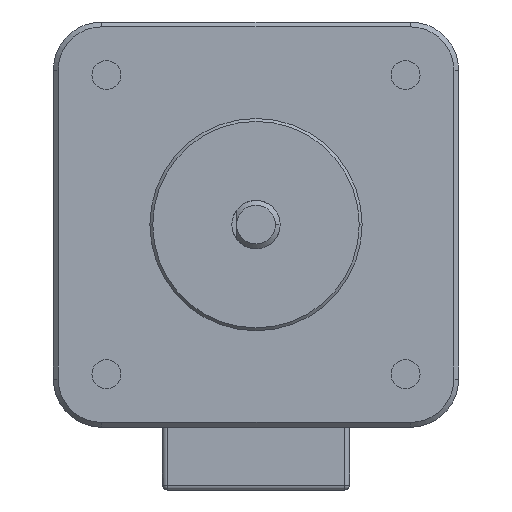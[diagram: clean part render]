
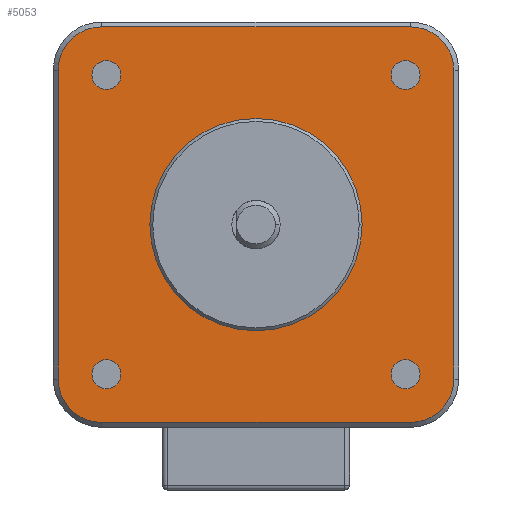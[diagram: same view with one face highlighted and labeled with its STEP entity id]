
A CAD part, front view. The second image highlights one B-rep face of the part: STEP entity #5053.
In plain terms, the highlighted planar face has unit normal (0, -1, 0).
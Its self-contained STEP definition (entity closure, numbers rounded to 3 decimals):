
#1=CARTESIAN_POINT('',(-15.5,0.,15.5));
#2=DIRECTION('',(0.,-1.,0.));
#3=DIRECTION('',(1.,0.,0.));
#4=AXIS2_PLACEMENT_3D('',#1,#2,#3);
#6=CARTESIAN_POINT('',(-15.5,0.,15.5));
#7=DIRECTION('',(0.,-1.,0.));
#8=DIRECTION('',(-1.,0.,0.));
#9=AXIS2_PLACEMENT_3D('',#6,#7,#8);
#11=CARTESIAN_POINT('',(15.5,0.,15.5));
#12=DIRECTION('',(0.,-1.,0.));
#13=DIRECTION('',(1.,0.,0.));
#14=AXIS2_PLACEMENT_3D('',#11,#12,#13);
#16=CARTESIAN_POINT('',(15.5,0.,15.5));
#17=DIRECTION('',(0.,-1.,0.));
#18=DIRECTION('',(-1.,0.,0.));
#19=AXIS2_PLACEMENT_3D('',#16,#17,#18);
#21=CARTESIAN_POINT('',(-15.5,0.,-15.5));
#22=DIRECTION('',(0.,-1.,0.));
#23=DIRECTION('',(1.,0.,0.));
#24=AXIS2_PLACEMENT_3D('',#21,#22,#23);
#26=CARTESIAN_POINT('',(-15.5,0.,-15.5));
#27=DIRECTION('',(0.,-1.,0.));
#28=DIRECTION('',(-1.,0.,0.));
#29=AXIS2_PLACEMENT_3D('',#26,#27,#28);
#31=CARTESIAN_POINT('',(15.5,0.,-15.5));
#32=DIRECTION('',(0.,-1.,0.));
#33=DIRECTION('',(1.,0.,0.));
#34=AXIS2_PLACEMENT_3D('',#31,#32,#33);
#36=CARTESIAN_POINT('',(15.5,0.,-15.5));
#37=DIRECTION('',(0.,-1.,0.));
#38=DIRECTION('',(-1.,0.,0.));
#39=AXIS2_PLACEMENT_3D('',#36,#37,#38);
#41=CARTESIAN_POINT('',(0.,0.,0.));
#42=DIRECTION('',(0.,-1.,0.));
#43=DIRECTION('',(1.,0.,0.));
#44=AXIS2_PLACEMENT_3D('',#41,#42,#43);
#46=CARTESIAN_POINT('',(0.,0.,0.));
#47=DIRECTION('',(0.,-1.,0.));
#48=DIRECTION('',(-1.,0.,0.));
#49=AXIS2_PLACEMENT_3D('',#46,#47,#48);
#51=CARTESIAN_POINT('',(16.,0.,16.));
#52=DIRECTION('',(0.,-1.,0.));
#53=DIRECTION('',(1.,0.,0.));
#54=AXIS2_PLACEMENT_3D('',#51,#52,#53);
#56=DIRECTION('',(0.,0.,1.));
#57=VECTOR('',#56,32.);
#58=CARTESIAN_POINT('',(20.5,0.,-16.));
#59=LINE('',#58,#57);
#60=CARTESIAN_POINT('',(16.,0.,-16.));
#61=DIRECTION('',(0.,-1.,0.));
#62=DIRECTION('',(0.,0.,-1.));
#63=AXIS2_PLACEMENT_3D('',#60,#61,#62);
#65=DIRECTION('',(1.,0.,0.));
#66=VECTOR('',#65,32.);
#67=CARTESIAN_POINT('',(-16.,0.,
-20.5));
#68=LINE('',#67,#66);
#69=CARTESIAN_POINT('',(-16.,0.,-16.));
#70=DIRECTION('',(0.,-1.,0.));
#71=DIRECTION('',(-1.,0.,0.));
#72=AXIS2_PLACEMENT_3D('',#69,#70,#71);
#74=DIRECTION('',(0.,0.,-1.));
#75=VECTOR('',#74,32.);
#76=CARTESIAN_POINT('',(-20.5,0.,16.));
#77=LINE('',#76,#75);
#78=CARTESIAN_POINT('',(-16.,0.,16.));
#79=DIRECTION('',(0.,-1.,0.));
#80=DIRECTION('',(0.,0.,1.));
#81=AXIS2_PLACEMENT_3D('',#78,#79,#80);
#83=DIRECTION('',(-1.,0.,0.));
#84=VECTOR('',#83,32.);
#85=CARTESIAN_POINT('',(16.,0.,20.5));
#86=LINE('',#85,#84);
#4205=CARTESIAN_POINT('',(-14.,0.,15.5));
#4206=CARTESIAN_POINT('',(-17.,0.,15.5));
#4207=VERTEX_POINT('',#4205);
#4208=VERTEX_POINT('',#4206);
#4209=CARTESIAN_POINT('',(17.,0.,15.5));
#4210=CARTESIAN_POINT('',(14.,0.,15.5));
#4211=VERTEX_POINT('',#4209);
#4212=VERTEX_POINT('',#4210);
#4213=CARTESIAN_POINT('',(-14.,0.,-15.5));
#4214=CARTESIAN_POINT('',(-17.,0.,-15.5));
#4215=VERTEX_POINT('',#4213);
#4216=VERTEX_POINT('',#4214);
#4217=CARTESIAN_POINT('',(17.,0.,-15.5));
#4218=CARTESIAN_POINT('',(14.,0.,-15.5));
#4219=VERTEX_POINT('',#4217);
#4220=VERTEX_POINT('',#4218);
#4221=CARTESIAN_POINT('',(11.,0.,0.));
#4222=CARTESIAN_POINT('',(-11.,0.,0.));
#4223=VERTEX_POINT('',#4221);
#4224=VERTEX_POINT('',#4222);
#4233=CARTESIAN_POINT('',(20.5,0.,16.));
#4234=CARTESIAN_POINT('',(16.,0.,20.5));
#4235=VERTEX_POINT('',#4233);
#4236=VERTEX_POINT('',#4234);
#4241=CARTESIAN_POINT('',(-16.,0.,
20.5));
#4242=VERTEX_POINT('',#4241);
#4245=CARTESIAN_POINT('',(-20.5,0.,16.));
#4246=VERTEX_POINT('',#4245);
#4249=CARTESIAN_POINT('',(-20.5,0.,
-16.));
#4250=VERTEX_POINT('',#4249);
#4253=CARTESIAN_POINT('',(-16.,0.,-20.5));
#4254=VERTEX_POINT('',#4253);
#4257=CARTESIAN_POINT('',(16.,0.,
-20.5));
#4258=VERTEX_POINT('',#4257);
#4261=CARTESIAN_POINT('',(20.5,0.,-16.));
#4262=VERTEX_POINT('',#4261);
#5000=CARTESIAN_POINT('',(0.,0.,0.));
#5001=DIRECTION('',(0.,1.,0.));
#5002=DIRECTION('',(1.,0.,0.));
#5003=AXIS2_PLACEMENT_3D('',#5000,#5001,#5002);
#5004=PLANE('',#5003);
#5006=ORIENTED_EDGE('',*,*,#5005,.F.);
#5008=ORIENTED_EDGE('',*,*,#5007,.F.);
#5010=ORIENTED_EDGE('',*,*,#5009,.F.);
#5012=ORIENTED_EDGE('',*,*,#5011,.F.);
#5014=ORIENTED_EDGE('',*,*,#5013,.F.);
#5016=ORIENTED_EDGE('',*,*,#5015,.F.);
#5018=ORIENTED_EDGE('',*,*,#5017,.F.);
#5020=ORIENTED_EDGE('',*,*,#5019,.F.);
#5021=EDGE_LOOP('',(#5006,#5008,#5010,#5012,#5014,#5016,#5018,#5020));
#5022=FACE_OUTER_BOUND('',#5021,.F.);
#5024=ORIENTED_EDGE('',*,*,#5023,.T.);
#5026=ORIENTED_EDGE('',*,*,#5025,.T.);
#5027=EDGE_LOOP('',(#5024,#5026));
#5028=FACE_BOUND('',#5027,.F.);
#5030=ORIENTED_EDGE('',*,*,#5029,.T.);
#5032=ORIENTED_EDGE('',*,*,#5031,.T.);
#5033=EDGE_LOOP('',(#5030,#5032));
#5034=FACE_BOUND('',#5033,.F.);
#5036=ORIENTED_EDGE('',*,*,#5035,.T.);
#5038=ORIENTED_EDGE('',*,*,#5037,.T.);
#5039=EDGE_LOOP('',(#5036,#5038));
#5040=FACE_BOUND('',#5039,.F.);
#5042=ORIENTED_EDGE('',*,*,#5041,.T.);
#5044=ORIENTED_EDGE('',*,*,#5043,.T.);
#5045=EDGE_LOOP('',(#5042,#5044));
#5046=FACE_BOUND('',#5045,.F.);
#5048=ORIENTED_EDGE('',*,*,#5047,.T.);
#5050=ORIENTED_EDGE('',*,*,#5049,.T.);
#5051=EDGE_LOOP('',(#5048,#5050));
#5052=FACE_BOUND('',#5051,.F.);
#5053=ADVANCED_FACE('',(#5022,#5028,#5034,#5040,#5046,#5052),#5004,.F.);
#5=CIRCLE('',#4,1.5);
#10=CIRCLE('',#9,1.5);
#15=CIRCLE('',#14,1.5);
#20=CIRCLE('',#19,1.5);
#25=CIRCLE('',#24,1.5);
#30=CIRCLE('',#29,1.5);
#35=CIRCLE('',#34,1.5);
#40=CIRCLE('',#39,1.5);
#45=CIRCLE('',#44,11.);
#50=CIRCLE('',#49,11.);
#55=CIRCLE('',#54,4.5);
#64=CIRCLE('',#63,4.5);
#73=CIRCLE('',#72,4.5);
#82=CIRCLE('',#81,4.5);
#5005=EDGE_CURVE('',#4235,#4236,#55,.T.);
#5007=EDGE_CURVE('',#4262,#4235,#59,.T.);
#5009=EDGE_CURVE('',#4258,#4262,#64,.T.);
#5011=EDGE_CURVE('',#4254,#4258,#68,.T.);
#5013=EDGE_CURVE('',#4250,#4254,#73,.T.);
#5015=EDGE_CURVE('',#4246,#4250,#77,.T.);
#5017=EDGE_CURVE('',#4242,#4246,#82,.T.);
#5019=EDGE_CURVE('',#4236,#4242,#86,.T.);
#5023=EDGE_CURVE('',#4211,#4212,#15,.T.);
#5025=EDGE_CURVE('',#4212,#4211,#20,.T.);
#5029=EDGE_CURVE('',#4215,#4216,#25,.T.);
#5031=EDGE_CURVE('',#4216,#4215,#30,.T.);
#5035=EDGE_CURVE('',#4219,#4220,#35,.T.);
#5037=EDGE_CURVE('',#4220,#4219,#40,.T.);
#5041=EDGE_CURVE('',#4223,#4224,#45,.T.);
#5043=EDGE_CURVE('',#4224,#4223,#50,.T.);
#5047=EDGE_CURVE('',#4207,#4208,#5,.T.);
#5049=EDGE_CURVE('',#4208,#4207,#10,.T.);
